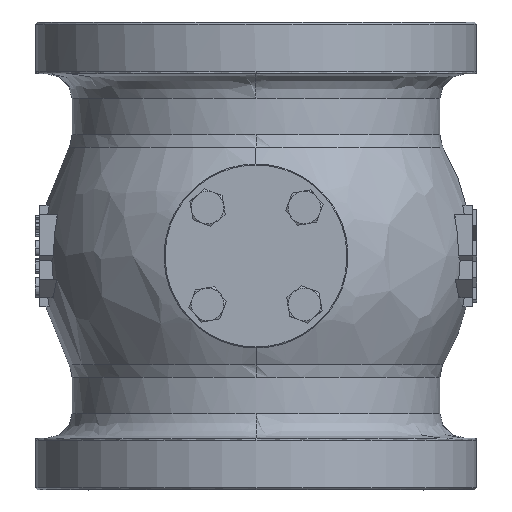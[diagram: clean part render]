
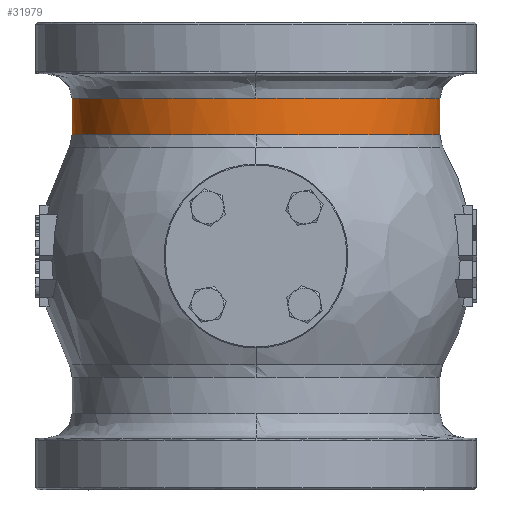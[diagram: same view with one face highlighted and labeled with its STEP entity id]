
A CAD part, front view. The second image highlights one B-rep face of the part: STEP entity #31979.
In plain terms, the highlighted cylindrical face has radius 90 mm (diameter 180 mm), a partial arc.
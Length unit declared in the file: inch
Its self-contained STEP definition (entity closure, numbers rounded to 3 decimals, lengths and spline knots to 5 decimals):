
#128 =( BOUNDED_CURVE ( )  B_SPLINE_CURVE ( 3, ( #39120, #46409, #2415, #31672 ),
 .UNSPECIFIED., .F., .F. ) 
 B_SPLINE_CURVE_WITH_KNOTS ( ( 4, 4 ),
 ( 0., 1. ),
 .UNSPECIFIED. ) 
 CURVE ( )  GEOMETRIC_REPRESENTATION_ITEM ( )  RATIONAL_B_SPLINE_CURVE ( ( 0.984, 0.656, 0.492, 0.492 ) ) 
 REPRESENTATION_ITEM ( '' )  );
#988 = FACE_OUTER_BOUND ( 'NONE', #2283, .T. ) ;
#1283 = CARTESIAN_POINT ( 'NONE',  ( 3.54331, 0., 3.03543 ) ) ;
#2283 = EDGE_LOOP ( 'NONE', ( #46214, #26058, #45825, #22078, #47276, #28283 ) ) ;
#2374 = EDGE_CURVE ( 'NONE', #10883, #9513, #21421, .T. ) ;
#2415 = CARTESIAN_POINT ( 'NONE',  ( 3.54331, -2.3622, 2.33581 ) ) ;
#2693 = CARTESIAN_POINT ( 'NONE',  ( 0., -3.54331, 3.03543 ) ) ;
#3971 = CARTESIAN_POINT ( 'NONE',  ( 3.54331, 0., 2.33581 ) ) ;
#4705 = EDGE_CURVE ( 'NONE', #22955, #47509, #10575, .T. ) ;
#6013 = DIRECTION ( 'NONE',  ( 0., 0., 1. ) ) ;
#7909 = CARTESIAN_POINT ( 'NONE',  ( -3.54331, -2.3622, 3.03543 ) ) ;
#8447 =( BOUNDED_CURVE ( )  B_SPLINE_CURVE ( 3, ( #13992, #21440, #32184, #2693 ),
 .UNSPECIFIED., .F., .F. ) 
 B_SPLINE_CURVE_WITH_KNOTS ( ( 4, 4 ),
 ( 0., 1. ),
 .UNSPECIFIED. ) 
 CURVE ( )  GEOMETRIC_REPRESENTATION_ITEM ( )  RATIONAL_B_SPLINE_CURVE ( ( 0.478, 0.478, 0.638, 0.957 ) ) 
 REPRESENTATION_ITEM ( '' )  );
#8622 = CARTESIAN_POINT ( 'NONE',  ( -3.54331, 0., 3.03543 ) ) ;
#9513 = VERTEX_POINT ( 'NONE', #40435 ) ;
#10575 =( BOUNDED_CURVE ( )  B_SPLINE_CURVE ( 3, ( #13576, #39229, #21031, #35596 ),
 .UNSPECIFIED., .F., .F. ) 
 B_SPLINE_CURVE_WITH_KNOTS ( ( 4, 4 ),
 ( 0., 1. ),
 .UNSPECIFIED. ) 
 CURVE ( )  GEOMETRIC_REPRESENTATION_ITEM ( )  RATIONAL_B_SPLINE_CURVE ( ( 0.492, 0.492, 0.656, 0.984 ) ) 
 REPRESENTATION_ITEM ( '' )  );
#10654 = CARTESIAN_POINT ( 'NONE',  ( 3.54331, 0., 3.03543 ) ) ;
#10883 = VERTEX_POINT ( 'NONE', #10654 ) ;
#11812 = CYLINDRICAL_SURFACE ( 'NONE', #43782, 3.54331 ) ;
#12504 = CARTESIAN_POINT ( 'NONE',  ( 0., -3.54331, 3.03543 ) ) ;
#13576 = CARTESIAN_POINT ( 'NONE',  ( -3.54331, 0., 2.33581 ) ) ;
#13992 = CARTESIAN_POINT ( 'NONE',  ( 3.54331, 0., 3.03543 ) ) ;
#15876 = EDGE_CURVE ( 'NONE', #10883, #21538, #8447, .T. ) ;
#15951 = CARTESIAN_POINT ( 'NONE',  ( 3.54331, 0., 2.56902 ) ) ;
#21031 = CARTESIAN_POINT ( 'NONE',  ( -1.77165, -3.54331, 2.33581 ) ) ;
#21421 = B_SPLINE_CURVE_WITH_KNOTS ( 'NONE', 3,
 ( #1283, #44828, #15951, #3971 ),
 .UNSPECIFIED., .F., .F.,
 ( 4, 4 ),
 ( 0., 1. ),
 .UNSPECIFIED. ) ;
#21440 = CARTESIAN_POINT ( 'NONE',  ( 3.54331, -2.3622, 3.03543 ) ) ;
#21538 = VERTEX_POINT ( 'NONE', #22579 ) ;
#22078 = ORIENTED_EDGE ( 'NONE', *, *, #2374, .T. ) ;
#22383 = CARTESIAN_POINT ( 'NONE',  ( -1.77165, -3.54331, 3.03543 ) ) ;
#22579 = CARTESIAN_POINT ( 'NONE',  ( 0., -3.54331, 3.03543 ) ) ;
#22955 = VERTEX_POINT ( 'NONE', #42127 ) ;
#22999 = CARTESIAN_POINT ( 'NONE',  ( -3.54331, 0., 3.03543 ) ) ;
#24430 =( BOUNDED_CURVE ( )  B_SPLINE_CURVE ( 3, ( #12504, #22383, #7909, #8622 ),
 .UNSPECIFIED., .F., .F. ) 
 B_SPLINE_CURVE_WITH_KNOTS ( ( 4, 4 ),
 ( 0., 1. ),
 .UNSPECIFIED. ) 
 CURVE ( )  GEOMETRIC_REPRESENTATION_ITEM ( )  RATIONAL_B_SPLINE_CURVE ( ( 0.957, 0.638, 0.478, 0.478 ) ) 
 REPRESENTATION_ITEM ( '' )  );
#26058 = ORIENTED_EDGE ( 'NONE', *, *, #42497, .F. ) ;
#27677 = CARTESIAN_POINT ( 'NONE',  ( -3.54331, 0., 2.33581 ) ) ;
#28283 = ORIENTED_EDGE ( 'NONE', *, *, #4705, .F. ) ;
#31672 = CARTESIAN_POINT ( 'NONE',  ( 3.54331, 0., 2.33581 ) ) ;
#31979 = ADVANCED_FACE ( 'NONE', ( #988 ), #11812, .F. ) ;
#32184 = CARTESIAN_POINT ( 'NONE',  ( 1.77165, -3.54331, 3.03543 ) ) ;
#32985 = B_SPLINE_CURVE_WITH_KNOTS ( 'NONE', 3,
 ( #27677, #42355, #41233, #22999 ),
 .UNSPECIFIED., .F., .F.,
 ( 4, 4 ),
 ( 0., 1. ),
 .UNSPECIFIED. ) ;
#34782 = CARTESIAN_POINT ( 'NONE',  ( 0., 0., 2.33581 ) ) ;
#34986 = CARTESIAN_POINT ( 'NONE',  ( 0., -3.54331, 2.33581 ) ) ;
#35596 = CARTESIAN_POINT ( 'NONE',  ( 0., -3.54331, 2.33581 ) ) ;
#36162 = EDGE_CURVE ( 'NONE', #22955, #46004, #32985, .T. ) ;
#39120 = CARTESIAN_POINT ( 'NONE',  ( 0., -3.54331, 2.33581 ) ) ;
#39229 = CARTESIAN_POINT ( 'NONE',  ( -3.54331, -2.3622, 2.33581 ) ) ;
#40435 = CARTESIAN_POINT ( 'NONE',  ( 3.54331, 0., 2.33581 ) ) ;
#41233 = CARTESIAN_POINT ( 'NONE',  ( -3.54331, 0., 2.80223 ) ) ;
#42127 = CARTESIAN_POINT ( 'NONE',  ( -3.54331, 0., 2.33581 ) ) ;
#42291 = DIRECTION ( 'NONE',  ( 1., 0., 0. ) ) ;
#42355 = CARTESIAN_POINT ( 'NONE',  ( -3.54331, 0., 2.56902 ) ) ;
#42497 = EDGE_CURVE ( 'NONE', #21538, #46004, #24430, .T. ) ;
#43782 = AXIS2_PLACEMENT_3D ( 'NONE', #34782, #6013, #42291 ) ;
#44828 = CARTESIAN_POINT ( 'NONE',  ( 3.54331, 0., 2.80223 ) ) ;
#44889 = EDGE_CURVE ( 'NONE', #47509, #9513, #128, .T. ) ;
#45825 = ORIENTED_EDGE ( 'NONE', *, *, #15876, .F. ) ;
#46004 = VERTEX_POINT ( 'NONE', #47253 ) ;
#46214 = ORIENTED_EDGE ( 'NONE', *, *, #36162, .T. ) ;
#46409 = CARTESIAN_POINT ( 'NONE',  ( 1.77165, -3.54331, 2.33581 ) ) ;
#47253 = CARTESIAN_POINT ( 'NONE',  ( -3.54331, 0., 3.03543 ) ) ;
#47276 = ORIENTED_EDGE ( 'NONE', *, *, #44889, .F. ) ;
#47509 = VERTEX_POINT ( 'NONE', #34986 ) ;
